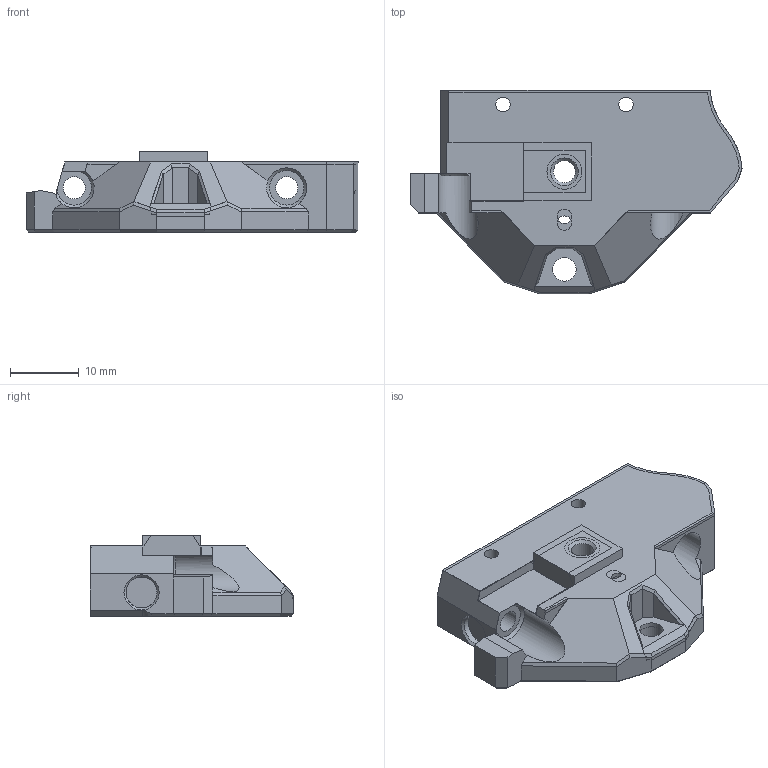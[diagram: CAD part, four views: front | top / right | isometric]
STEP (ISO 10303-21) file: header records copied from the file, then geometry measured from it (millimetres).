
FILE_DESCRIPTION(/* description */ (''),/* implementation_level */ '2;1');
FILE_NAME(/* name */ 'Bottom.step',/* time_stamp */ '2025-07-23T20:09:43+03:00',/* author */ (''),/* organization */ (''),/* preprocessor_version */ 'ST-DEVELOPER v20.1',/* originating_system */ 'Autodesk Translation Framework v14.10.0.0',/* authorisation */ '');
FILE_SCHEMA (('AUTOMOTIVE_DESIGN { 1 0 10303 214 3 1 1 }'));
Length unit declared in the file: millimetre
Products named in the file (1): Bottom
Bounding box: 48.13 x 29.55 x 11.7 mm (x, y, z)
Volume: 9880 mm3; surface area: 8507 mm2
Topology: 2 solids, 6 shells, 431 faces, 1138 edges, 713 vertices
Faces by surface type: plane 280, cylinder 64, bspline 46, cone 33, torus 8
Full cylindrical faces by diameter (mm): 2.1 x6, 3.2 x5, 3.4 x2, 3.65 x1, 4.2 x2, 4.4 x2, 4.5 x2, 5.075 x1, 5.8 x2
Entity records: 14994 total; most frequent: CARTESIAN_POINT 4352, ORIENTED_EDGE 2280, DIRECTION 2114, EDGE_CURVE 1140, LINE 732, VECTOR 732, VERTEX_POINT 713, AXIS2_PLACEMENT_3D 691
